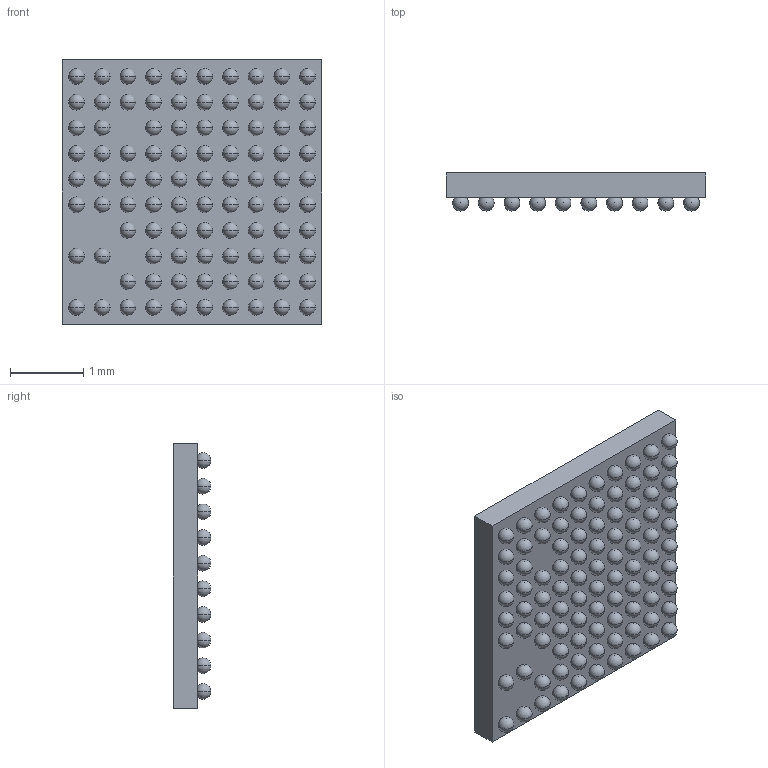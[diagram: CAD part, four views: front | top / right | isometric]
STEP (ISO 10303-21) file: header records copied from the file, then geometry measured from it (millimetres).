
FILE_DESCRIPTION (( 'STEP AP214' ), '1' );
FILE_NAME ('NRF52840-CKAA-R7.STEP', '2024-10-08T22:33:29', ( '' ), ( '' ), 'SwSTEP 2.0', 'SolidWorks 2021', '' );
FILE_SCHEMA (( 'AUTOMOTIVE_DESIGN' ));
Length unit declared in the file: millimetre
Products named in the file (1): NRF52840-CKAA-R7
Bounding box: 3.54 x 0.51 x 3.61 mm (x, y, z)
Volume: 4.7 mm3; surface area: 43.8 mm2
Topology: 96 solids, 96 shells, 295 faces, 870 edges, 580 vertices
Faces by surface type: sphere 188, plane 103, cylinder 4
Entity records: 7419 total; most frequent: DIRECTION 1376, CARTESIAN_POINT 994, ORIENTED_EDGE 800, AXIS2_PLACEMENT_3D 680, EDGE_CURVE 400, CIRCLE 384, VERTEX_POINT 298, EDGE_LOOP 296
